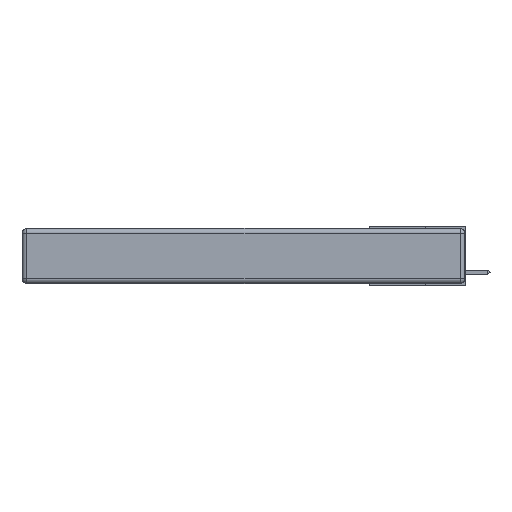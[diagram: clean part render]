
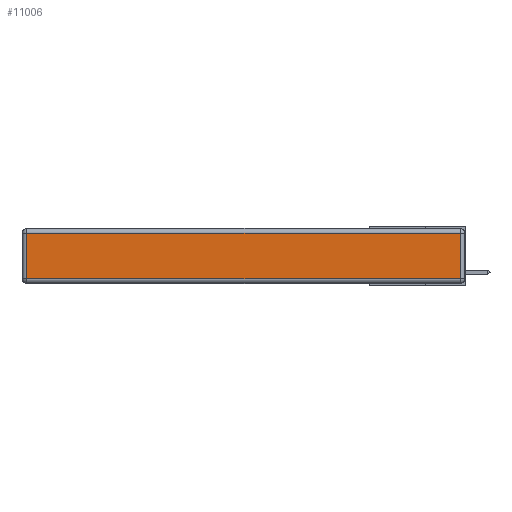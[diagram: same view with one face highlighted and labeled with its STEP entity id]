
A CAD part, left-side view. The second image highlights one B-rep face of the part: STEP entity #11006.
In plain terms, the highlighted planar face has unit normal (-1, 0, 0).
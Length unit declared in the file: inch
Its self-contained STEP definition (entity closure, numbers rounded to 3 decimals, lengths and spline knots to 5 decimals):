
#248 = CARTESIAN_POINT ( 'NONE',  ( 0., 0., -0.313 ) ) ;
#301 = DIRECTION ( 'NONE',  ( -1., 0., 0. ) ) ;
#383 = PLANE ( 'NONE',  #17329 ) ;
#455 = CARTESIAN_POINT ( 'NONE',  ( 0., 0., -0.343 ) ) ;
#551 = EDGE_LOOP ( 'NONE', ( #9069, #8612, #7909, #20265 ) ) ;
#760 = LINE ( 'NONE', #9005, #15776 ) ;
#1872 = DIRECTION ( 'NONE',  ( 0., -1., 0. ) ) ;
#2462 = CARTESIAN_POINT ( 'NONE',  ( 0., 2.72, -0.313 ) ) ;
#2556 = LINE ( 'NONE', #17101, #6903 ) ;
#3677 = VERTEX_POINT ( 'NONE', #5882 ) ;
#3898 = CARTESIAN_POINT ( 'NONE',  ( 0., 2.72, -0.03 ) ) ;
#3926 = EDGE_CURVE ( 'NONE', #3677, #6577, #9858, .T. ) ;
#4272 = VECTOR ( 'NONE', #12593, 39.37008 ) ;
#4774 = VECTOR ( 'NONE', #1872, 39.37008 ) ;
#5882 = CARTESIAN_POINT ( 'NONE',  ( 0., 0.03, -0.03 ) ) ;
#5976 = VERTEX_POINT ( 'NONE', #2462 ) ;
#6577 = VERTEX_POINT ( 'NONE', #3898 ) ;
#6903 = VECTOR ( 'NONE', #13649, 39.37008 ) ;
#7414 = EDGE_CURVE ( 'NONE', #19300, #3677, #2556, .T. ) ;
#7909 = ORIENTED_EDGE ( 'NONE', *, *, #3926, .T. ) ;
#8609 = LINE ( 'NONE', #248, #4774 ) ;
#8612 = ORIENTED_EDGE ( 'NONE', *, *, #7414, .T. ) ;
#9005 = CARTESIAN_POINT ( 'NONE',  ( 0., 2.72, -0.343 ) ) ;
#9069 = ORIENTED_EDGE ( 'NONE', *, *, #13279, .T. ) ;
#9858 = LINE ( 'NONE', #12875, #4272 ) ;
#11006 = ADVANCED_FACE ( 'NONE', ( #13770 ), #383, .T. ) ;
#11698 = EDGE_CURVE ( 'NONE', #6577, #5976, #760, .T. ) ;
#12043 = DIRECTION ( 'NONE',  ( 0., 0., -1. ) ) ;
#12593 = DIRECTION ( 'NONE',  ( 0., 1., 0. ) ) ;
#12875 = CARTESIAN_POINT ( 'NONE',  ( 0., 2.75, -0.03 ) ) ;
#13279 = EDGE_CURVE ( 'NONE', #5976, #19300, #8609, .T. ) ;
#13649 = DIRECTION ( 'NONE',  ( 0., 0., 1. ) ) ;
#13770 = FACE_OUTER_BOUND ( 'NONE', #551, .T. ) ;
#15733 = CARTESIAN_POINT ( 'NONE',  ( 0., 0.03, -0.313 ) ) ;
#15776 = VECTOR ( 'NONE', #12043, 39.37008 ) ;
#17101 = CARTESIAN_POINT ( 'NONE',  ( 0., 0.03, -0.343 ) ) ;
#17329 = AXIS2_PLACEMENT_3D ( 'NONE', #455, #301, #19829 ) ;
#19300 = VERTEX_POINT ( 'NONE', #15733 ) ;
#19829 = DIRECTION ( 'NONE',  ( 0., 0., 1. ) ) ;
#20265 = ORIENTED_EDGE ( 'NONE', *, *, #11698, .T. ) ;
